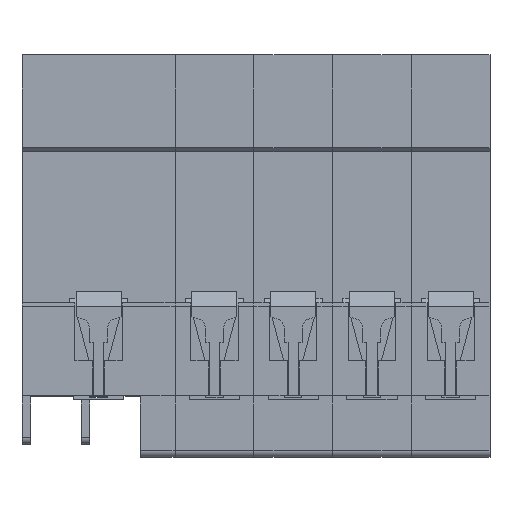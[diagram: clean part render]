
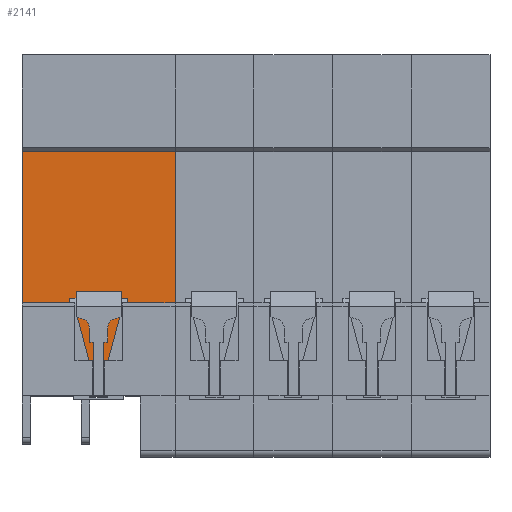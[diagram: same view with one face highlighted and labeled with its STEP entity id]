
A CAD part, top view. The second image highlights one B-rep face of the part: STEP entity #2141.
In plain terms, the highlighted planar face has unit normal (0, 0, 1).
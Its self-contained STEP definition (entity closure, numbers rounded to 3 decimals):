
#43 = LINE ( 'NONE', #17170, #7019 ) ;
#122 = DIRECTION ( 'NONE',  ( 1., 0., 0. ) ) ;
#167 = CARTESIAN_POINT ( 'NONE',  ( -17.5, 17.75, 27.804 ) ) ;
#387 = DIRECTION ( 'NONE',  ( 0., -1., 0. ) ) ;
#402 = ORIENTED_EDGE ( 'NONE', *, *, #5668, .F. ) ;
#469 = CARTESIAN_POINT ( 'NONE',  ( 17.5, -17.75, 27.804 ) ) ;
#586 = DIRECTION ( 'NONE',  ( 0., 1., 0. ) ) ;
#662 = CARTESIAN_POINT ( 'NONE',  ( 6.899, -45.22, 27.804 ) ) ;
#974 = DIRECTION ( 'NONE',  ( 1., 0., 0. ) ) ;
#992 = CARTESIAN_POINT ( 'NONE',  ( -17.5, -17.75, 27.804 ) ) ;
#1144 = VECTOR ( 'NONE', #11662, 1000. ) ;
#1174 = ORIENTED_EDGE ( 'NONE', *, *, #5491, .F. ) ;
#1470 = DIRECTION ( 'NONE',  ( 1., 0., 0. ) ) ;
#1476 = DIRECTION ( 'NONE',  ( 0., 0., 1. ) ) ;
#1524 = CARTESIAN_POINT ( 'NONE',  ( -17.5, -17.75, 27.804 ) ) ;
#1543 = PLANE ( 'NONE',  #4914 ) ;
#1552 = VECTOR ( 'NONE', #974, 1000. ) ;
#1645 = LINE ( 'NONE', #11768, #3162 ) ;
#1692 = CARTESIAN_POINT ( 'NONE',  ( -17.5, -17.75, 27.804 ) ) ;
#1770 = VERTEX_POINT ( 'NONE', #3929 ) ;
#2141 = ADVANCED_FACE ( 'NONE', ( #10926 ), #1543, .T. ) ;
#2382 = CARTESIAN_POINT ( 'NONE',  ( -17.5, 17.75, 27.804 ) ) ;
#2383 = ORIENTED_EDGE ( 'NONE', *, *, #5583, .F. ) ;
#2439 = VERTEX_POINT ( 'NONE', #15580 ) ;
#2882 = LINE ( 'NONE', #14799, #16542 ) ;
#3162 = VECTOR ( 'NONE', #11767, 1000. ) ;
#3411 = CARTESIAN_POINT ( 'NONE',  ( -1.4, -31., 27.804 ) ) ;
#3784 = LINE ( 'NONE', #12825, #9004 ) ;
#3825 = EDGE_CURVE ( 'NONE', #11049, #6456, #1645, .T. ) ;
#3929 = CARTESIAN_POINT ( 'NONE',  ( -6.899, -17.75, 27.804 ) ) ;
#3989 = VECTOR ( 'NONE', #4477, 1000. ) ;
#4442 = CARTESIAN_POINT ( 'NONE',  ( -17.5, -17.75, 27.804 ) ) ;
#4477 = DIRECTION ( 'NONE',  ( 1., 0., 0. ) ) ;
#4874 = LINE ( 'NONE', #11980, #1144 ) ;
#4901 = EDGE_CURVE ( 'NONE', #7189, #1770, #11386, .T. ) ;
#4914 = AXIS2_PLACEMENT_3D ( 'NONE', #1524, #1476, #1470 ) ;
#5224 = VERTEX_POINT ( 'NONE', #2382 ) ;
#5381 = EDGE_CURVE ( 'NONE', #2439, #12494, #12654, .T. ) ;
#5430 = EDGE_CURVE ( 'NONE', #11612, #2439, #12244, .T. ) ;
#5457 = EDGE_CURVE ( 'NONE', #10709, #12494, #11803, .T. ) ;
#5491 = EDGE_CURVE ( 'NONE', #5224, #10709, #14497, .T. ) ;
#5517 = EDGE_CURVE ( 'NONE', #12366, #1770, #43, .T. ) ;
#5583 = EDGE_CURVE ( 'NONE', #10510, #12366, #2882, .T. ) ;
#5668 = EDGE_CURVE ( 'NONE', #6456, #10510, #3784, .T. ) ;
#5703 = EDGE_CURVE ( 'NONE', #12617, #11049, #4874, .T. ) ;
#5727 = EDGE_CURVE ( 'NONE', #11612, #12617, #12268, .T. ) ;
#5815 = ORIENTED_EDGE ( 'NONE', *, *, #5727, .F. ) ;
#6188 = ORIENTED_EDGE ( 'NONE', *, *, #5517, .F. ) ;
#6350 = ORIENTED_EDGE ( 'NONE', *, *, #5457, .F. ) ;
#6379 = EDGE_CURVE ( 'NONE', #5224, #7189, #14500, .T. ) ;
#6456 = VERTEX_POINT ( 'NONE', #11047 ) ;
#7019 = VECTOR ( 'NONE', #16679, 1000. ) ;
#7189 = VERTEX_POINT ( 'NONE', #1692 ) ;
#7655 = VECTOR ( 'NONE', #387, 1000. ) ;
#8083 = VECTOR ( 'NONE', #586, 1000. ) ;
#8104 = VECTOR ( 'NONE', #10209, 1000. ) ;
#9004 = VECTOR ( 'NONE', #13103, 1000. ) ;
#9558 = ORIENTED_EDGE ( 'NONE', *, *, #5703, .F. ) ;
#9947 = CARTESIAN_POINT ( 'NONE',  ( 17.5, 17.75, 27.804 ) ) ;
#10209 = DIRECTION ( 'NONE',  ( -1., 0., 0. ) ) ;
#10236 = ORIENTED_EDGE ( 'NONE', *, *, #5430, .T. ) ;
#10510 = VERTEX_POINT ( 'NONE', #3411 ) ;
#10609 = CARTESIAN_POINT ( 'NONE',  ( 1.4, -31., 27.804 ) ) ;
#10640 = EDGE_LOOP ( 'NONE', ( #10236, #11518, #6350, #1174, #15755, #11644, #6188, #2383, #402, #11250, #9558, #5815 ) ) ;
#10709 = VERTEX_POINT ( 'NONE', #9947 ) ;
#10926 = FACE_OUTER_BOUND ( 'NONE', #10640, .T. ) ;
#11047 = CARTESIAN_POINT ( 'NONE',  ( -1.4, -39., 27.804 ) ) ;
#11049 = VERTEX_POINT ( 'NONE', #15243 ) ;
#11250 = ORIENTED_EDGE ( 'NONE', *, *, #3825, .F. ) ;
#11386 = LINE ( 'NONE', #4442, #3989 ) ;
#11518 = ORIENTED_EDGE ( 'NONE', *, *, #5381, .T. ) ;
#11612 = VERTEX_POINT ( 'NONE', #16745 ) ;
#11644 = ORIENTED_EDGE ( 'NONE', *, *, #4901, .T. ) ;
#11662 = DIRECTION ( 'NONE',  ( 0., -1., 0. ) ) ;
#11767 = DIRECTION ( 'NONE',  ( -1., 0., 0. ) ) ;
#11768 = CARTESIAN_POINT ( 'NONE',  ( -1.4, -39., 27.804 ) ) ;
#11803 = LINE ( 'NONE', #469, #7655 ) ;
#11808 = VECTOR ( 'NONE', #12472, 1000. ) ;
#11980 = CARTESIAN_POINT ( 'NONE',  ( 1.4, -31., 27.804 ) ) ;
#12244 = LINE ( 'NONE', #662, #8083 ) ;
#12268 = LINE ( 'NONE', #10609, #8104 ) ;
#12366 = VERTEX_POINT ( 'NONE', #13244 ) ;
#12472 = DIRECTION ( 'NONE',  ( 0., -1., 0. ) ) ;
#12494 = VERTEX_POINT ( 'NONE', #13598 ) ;
#12516 = CARTESIAN_POINT ( 'NONE',  ( -17.5, -17.75, 27.804 ) ) ;
#12617 = VERTEX_POINT ( 'NONE', #15125 ) ;
#12654 = LINE ( 'NONE', #992, #1552 ) ;
#12825 = CARTESIAN_POINT ( 'NONE',  ( -1.4, -31., 27.804 ) ) ;
#13103 = DIRECTION ( 'NONE',  ( 0., 1., 0. ) ) ;
#13244 = CARTESIAN_POINT ( 'NONE',  ( -6.899, -31., 27.804 ) ) ;
#13598 = CARTESIAN_POINT ( 'NONE',  ( 17.5, -17.75, 27.804 ) ) ;
#14497 = LINE ( 'NONE', #167, #14898 ) ;
#14500 = LINE ( 'NONE', #12516, #11808 ) ;
#14799 = CARTESIAN_POINT ( 'NONE',  ( -5.399, -31., 27.804 ) ) ;
#14898 = VECTOR ( 'NONE', #122, 1000. ) ;
#15086 = DIRECTION ( 'NONE',  ( -1., 0., 0. ) ) ;
#15125 = CARTESIAN_POINT ( 'NONE',  ( 1.4, -31., 27.804 ) ) ;
#15243 = CARTESIAN_POINT ( 'NONE',  ( 1.4, -39., 27.804 ) ) ;
#15580 = CARTESIAN_POINT ( 'NONE',  ( 6.899, -17.75, 27.804 ) ) ;
#15755 = ORIENTED_EDGE ( 'NONE', *, *, #6379, .T. ) ;
#16542 = VECTOR ( 'NONE', #15086, 1000. ) ;
#16679 = DIRECTION ( 'NONE',  ( 0., 1., 0. ) ) ;
#16745 = CARTESIAN_POINT ( 'NONE',  ( 6.899, -31., 27.804 ) ) ;
#17170 = CARTESIAN_POINT ( 'NONE',  ( -6.899, -45.22, 27.804 ) ) ;
